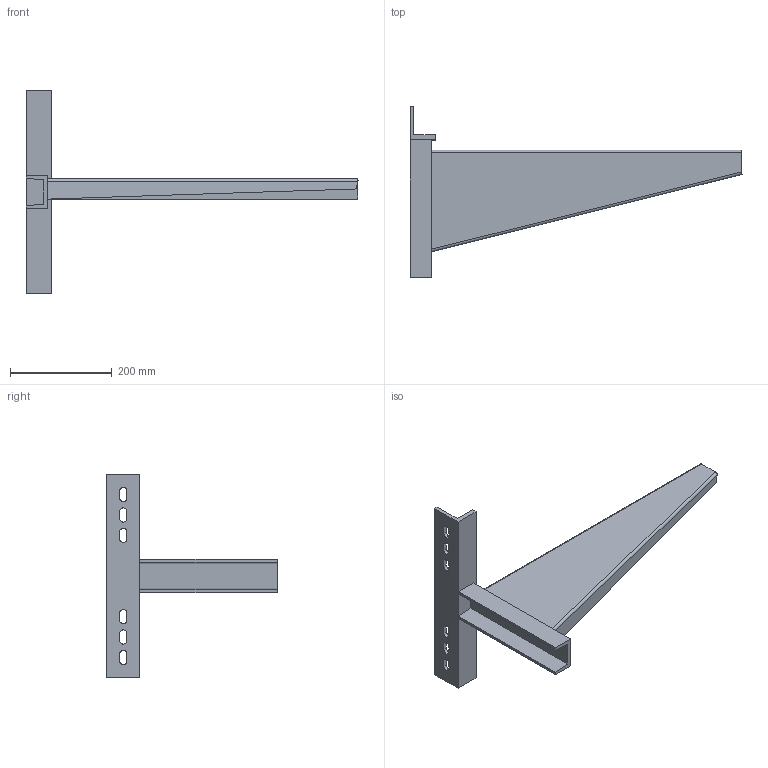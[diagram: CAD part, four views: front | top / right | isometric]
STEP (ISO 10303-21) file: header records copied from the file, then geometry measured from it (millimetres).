
FILE_DESCRIPTION((''),'2;1');
FILE_NAME('6417922_ASM','2012-08-17T',('AndreasKeweloh'),(''),'PRO/ENGINEER BY PARAMETRIC TECHNOLOGY CORPORATION, 2012130','PRO/ENGINEER BY PARAMETRIC TECHNOLOGY CORPORATION, 2012130','');
FILE_SCHEMA(('CONFIG_CONTROL_DESIGN'));
Length unit declared in the file: millimetre
Products named in the file (4): 6417922WINKELSTAHL; 6417922U-STAHL; 6417922AUSLEGERFORMTEIL; 6417922_ASM
Assembly tree (3 placements, depth 2):
  6417922_ASM
    6417922WINKELSTAHL
    6417922U-STAHL
    6417922AUSLEGERFORMTEIL
Bounding box: 652.46 x 335 x 400 mm (x, y, z)
Volume: 996978 mm3; surface area: 400296 mm2
Topology: 3 solids, 3 shells, 73 faces, 197 edges, 130 vertices
Faces by surface type: plane 43, cylinder 28, bspline 2
Entity records: 2727 total; most frequent: CARTESIAN_POINT 725, DIRECTION 401, ORIENTED_EDGE 394, EDGE_CURVE 197, VECTOR 141, LINE 141, AXIS2_PLACEMENT_3D 130, VERTEX_POINT 130
